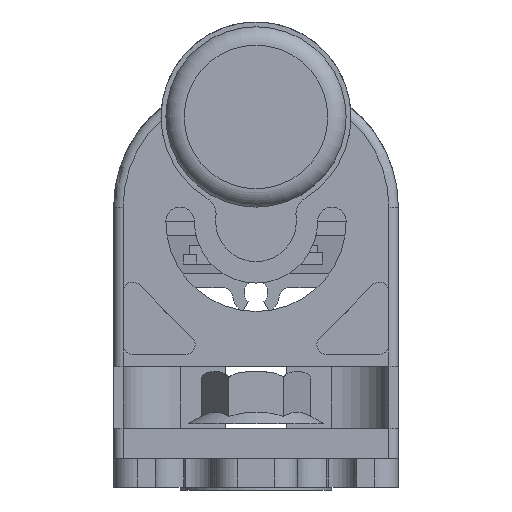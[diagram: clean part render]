
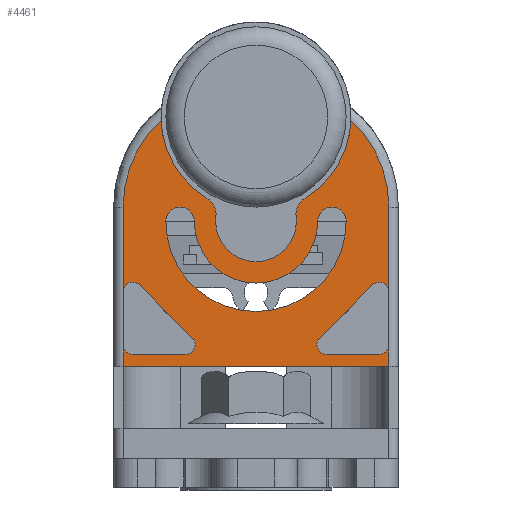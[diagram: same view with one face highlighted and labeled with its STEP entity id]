
A CAD part, front view. The second image highlights one B-rep face of the part: STEP entity #4461.
In plain terms, the highlighted planar face has unit normal (0, -1, 0).
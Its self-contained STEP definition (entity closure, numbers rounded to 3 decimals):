
#49=PLANE('',#4724);
#172=FACE_BOUND('',#1305,.T.);
#230=LINE('',#6609,#679);
#232=LINE('',#6612,#681);
#246=LINE('',#6641,#695);
#250=LINE('',#6653,#699);
#251=LINE('',#6657,#700);
#252=LINE('',#6661,#701);
#253=LINE('',#6664,#702);
#254=LINE('',#6668,#703);
#255=LINE('',#6672,#704);
#679=VECTOR('',#5238,8.91);
#681=VECTOR('',#5240,2.3);
#695=VECTOR('',#5264,28.);
#699=VECTOR('',#5274,8.91);
#700=VECTOR('',#5277,7.905);
#701=VECTOR('',#5280,5.59);
#702=VECTOR('',#5283,2.3);
#703=VECTOR('',#5286,5.59);
#704=VECTOR('',#5289,7.905);
#1110=FACE_OUTER_BOUND('',#1304,.T.);
#1304=EDGE_LOOP('',(#3156,#3157,#3158,#3159,#3160,#3161,#3162,#3163,#3164,
#3165,#3166,#3167,#3168,#3169,#3170,#3171,#3172,#3173,#3174,#3175,#3176,
#3177));
#1305=EDGE_LOOP('',(#3178,#3179,#3180,#3181));
#1507=CIRCLE('',#4683,2.);
#1510=CIRCLE('',#4687,4.25);
#1511=CIRCLE('',#4689,2.);
#1513=CIRCLE('',#4692,10.);
#1515=CIRCLE('',#4694,10.);
#1530=CIRCLE('',#4719,12.5);
#1533=CIRCLE('',#4725,12.5);
#1534=CIRCLE('',#4726,1.);
#1535=CIRCLE('',#4727,1.);
#1536=CIRCLE('',#4728,1.);
#1537=CIRCLE('',#4729,1.);
#1538=CIRCLE('',#4730,1.);
#1539=CIRCLE('',#4731,1.);
#1540=CIRCLE('',#4732,1.5);
#1541=CIRCLE('',#4733,6.5);
#1542=CIRCLE('',#4734,1.5);
#1543=CIRCLE('',#4735,9.5);
#1760=VERTEX_POINT('',#6471);
#1761=VERTEX_POINT('',#6472);
#1765=VERTEX_POINT('',#6482);
#1766=VERTEX_POINT('',#6486);
#1768=VERTEX_POINT('',#6492);
#1773=VERTEX_POINT('',#6513);
#1803=VERTEX_POINT('',#6601);
#1806=VERTEX_POINT('',#6606);
#1807=VERTEX_POINT('',#6608);
#1808=VERTEX_POINT('',#6610);
#1818=VERTEX_POINT('',#6640);
#1822=VERTEX_POINT('',#6650);
#1823=VERTEX_POINT('',#6652);
#1824=VERTEX_POINT('',#6654);
#1825=VERTEX_POINT('',#6656);
#1826=VERTEX_POINT('',#6658);
#1827=VERTEX_POINT('',#6660);
#1828=VERTEX_POINT('',#6662);
#1829=VERTEX_POINT('',#6665);
#1830=VERTEX_POINT('',#6667);
#1831=VERTEX_POINT('',#6669);
#1832=VERTEX_POINT('',#6671);
#1833=VERTEX_POINT('',#6674);
#1834=VERTEX_POINT('',#6675);
#1835=VERTEX_POINT('',#6677);
#1836=VERTEX_POINT('',#6679);
#2316=EDGE_CURVE('',#1760,#1761,#1507,.T.);
#2322=EDGE_CURVE('',#1761,#1765,#1510,.T.);
#2323=EDGE_CURVE('',#1765,#1766,#1511,.T.);
#2326=EDGE_CURVE('',#1768,#1760,#1513,.T.);
#2332=EDGE_CURVE('',#1766,#1773,#1515,.T.);
#2372=EDGE_CURVE('',#1806,#1807,#230,.T.);
#2374=EDGE_CURVE('',#1808,#1803,#232,.T.);
#2375=EDGE_CURVE('',#1768,#1806,#1530,.T.);
#2390=EDGE_CURVE('',#1818,#1803,#246,.T.);
#2395=EDGE_CURVE('',#1822,#1773,#1533,.T.);
#2396=EDGE_CURVE('',#1823,#1822,#250,.T.);
#2397=EDGE_CURVE('',#1823,#1824,#1534,.T.);
#2398=EDGE_CURVE('',#1824,#1825,#251,.T.);
#2399=EDGE_CURVE('',#1825,#1826,#1535,.T.);
#2400=EDGE_CURVE('',#1826,#1827,#252,.T.);
#2401=EDGE_CURVE('',#1827,#1828,#1536,.T.);
#2402=EDGE_CURVE('',#1818,#1828,#253,.T.);
#2403=EDGE_CURVE('',#1808,#1829,#1537,.T.);
#2404=EDGE_CURVE('',#1829,#1830,#254,.T.);
#2405=EDGE_CURVE('',#1830,#1831,#1538,.T.);
#2406=EDGE_CURVE('',#1831,#1832,#255,.T.);
#2407=EDGE_CURVE('',#1832,#1807,#1539,.T.);
#2408=EDGE_CURVE('',#1833,#1834,#1540,.T.);
#2409=EDGE_CURVE('',#1834,#1835,#1541,.T.);
#2410=EDGE_CURVE('',#1835,#1836,#1542,.T.);
#2411=EDGE_CURVE('',#1836,#1833,#1543,.T.);
#3156=ORIENTED_EDGE('',*,*,#2316,.T.);
#3157=ORIENTED_EDGE('',*,*,#2322,.T.);
#3158=ORIENTED_EDGE('',*,*,#2323,.T.);
#3159=ORIENTED_EDGE('',*,*,#2332,.T.);
#3160=ORIENTED_EDGE('',*,*,#2395,.F.);
#3161=ORIENTED_EDGE('',*,*,#2396,.F.);
#3162=ORIENTED_EDGE('',*,*,#2397,.T.);
#3163=ORIENTED_EDGE('',*,*,#2398,.T.);
#3164=ORIENTED_EDGE('',*,*,#2399,.T.);
#3165=ORIENTED_EDGE('',*,*,#2400,.T.);
#3166=ORIENTED_EDGE('',*,*,#2401,.T.);
#3167=ORIENTED_EDGE('',*,*,#2402,.F.);
#3168=ORIENTED_EDGE('',*,*,#2390,.T.);
#3169=ORIENTED_EDGE('',*,*,#2374,.F.);
#3170=ORIENTED_EDGE('',*,*,#2403,.T.);
#3171=ORIENTED_EDGE('',*,*,#2404,.T.);
#3172=ORIENTED_EDGE('',*,*,#2405,.T.);
#3173=ORIENTED_EDGE('',*,*,#2406,.T.);
#3174=ORIENTED_EDGE('',*,*,#2407,.T.);
#3175=ORIENTED_EDGE('',*,*,#2372,.F.);
#3176=ORIENTED_EDGE('',*,*,#2375,.F.);
#3177=ORIENTED_EDGE('',*,*,#2326,.T.);
#3178=ORIENTED_EDGE('',*,*,#2408,.T.);
#3179=ORIENTED_EDGE('',*,*,#2409,.T.);
#3180=ORIENTED_EDGE('',*,*,#2410,.T.);
#3181=ORIENTED_EDGE('',*,*,#2411,.T.);
#4461=ADVANCED_FACE('',(#1110,#172),#49,.T.);
#4683=AXIS2_PLACEMENT_3D('',#6473,#5137,#5138);
#4687=AXIS2_PLACEMENT_3D('',#6484,#5148,#5149);
#4689=AXIS2_PLACEMENT_3D('',#6487,#5152,#5153);
#4692=AXIS2_PLACEMENT_3D('',#6493,#5159,#5160);
#4694=AXIS2_PLACEMENT_3D('',#6526,#5165,#5166);
#4719=AXIS2_PLACEMENT_3D('',#6614,#5243,#5244);
#4724=AXIS2_PLACEMENT_3D('',#6649,#5270,#5271);
#4725=AXIS2_PLACEMENT_3D('',#6651,#5272,#5273);
#4726=AXIS2_PLACEMENT_3D('',#6655,#5275,#5276);
#4727=AXIS2_PLACEMENT_3D('',#6659,#5278,#5279);
#4728=AXIS2_PLACEMENT_3D('',#6663,#5281,#5282);
#4729=AXIS2_PLACEMENT_3D('',#6666,#5284,#5285);
#4730=AXIS2_PLACEMENT_3D('',#6670,#5287,#5288);
#4731=AXIS2_PLACEMENT_3D('',#6673,#5290,#5291);
#4732=AXIS2_PLACEMENT_3D('',#6676,#5292,#5293);
#4733=AXIS2_PLACEMENT_3D('',#6678,#5294,#5295);
#4734=AXIS2_PLACEMENT_3D('',#6680,#5296,#5297);
#4735=AXIS2_PLACEMENT_3D('',#6681,#5298,#5299);
#5137=DIRECTION('center_axis',(0.,-1.,0.));
#5138=DIRECTION('ref_axis',(-0.898,0.,0.439));
#5148=DIRECTION('center_axis',(0.,1.,0.));
#5149=DIRECTION('ref_axis',(-0.744,0.,0.668));
#5152=DIRECTION('center_axis',(0.,-1.,0.));
#5153=DIRECTION('ref_axis',(0.898,0.,0.439));
#5159=DIRECTION('center_axis',(0.,1.,0.));
#5160=DIRECTION('ref_axis',(-1.,0.,0.));
#5165=DIRECTION('center_axis',(0.,1.,0.));
#5166=DIRECTION('ref_axis',(-1.,0.,0.));
#5238=DIRECTION('',(0.,0.,-1.));
#5240=DIRECTION('',(0.,0.,-1.));
#5243=DIRECTION('center_axis',(0.,1.,0.));
#5244=DIRECTION('ref_axis',(0.902,0.,0.433));
#5264=DIRECTION('',(1.,0.,0.));
#5270=DIRECTION('center_axis',(0.,-1.,0.));
#5271=DIRECTION('ref_axis',(1.,0.,0.));
#5272=DIRECTION('center_axis',(0.,1.,0.));
#5273=DIRECTION('ref_axis',(-0.902,0.,0.433));
#5274=DIRECTION('',(0.,0.,1.));
#5275=DIRECTION('center_axis',(0.,1.,0.));
#5276=DIRECTION('ref_axis',(-0.707,0.,-0.707));
#5277=DIRECTION('',(0.707,0.,-0.707));
#5278=DIRECTION('center_axis',(0.,1.,0.));
#5279=DIRECTION('ref_axis',(0.,0.,1.));
#5280=DIRECTION('',(-1.,0.,0.));
#5281=DIRECTION('center_axis',(0.,1.,0.));
#5282=DIRECTION('ref_axis',(1.,0.,0.));
#5283=DIRECTION('',(0.,0.,1.));
#5284=DIRECTION('center_axis',(0.,1.,0.));
#5285=DIRECTION('ref_axis',(0.,0.,-1.));
#5286=DIRECTION('',(-1.,0.,0.));
#5287=DIRECTION('center_axis',(0.,1.,0.));
#5288=DIRECTION('ref_axis',(-0.707,0.,0.707));
#5289=DIRECTION('',(0.707,0.,0.707));
#5290=DIRECTION('center_axis',(0.,1.,0.));
#5291=DIRECTION('ref_axis',(1.,0.,0.));
#5292=DIRECTION('center_axis',(0.,1.,0.));
#5293=DIRECTION('ref_axis',(-1.,0.,0.));
#5294=DIRECTION('center_axis',(0.,-1.,0.));
#5295=DIRECTION('ref_axis',(-1.,0.,0.));
#5296=DIRECTION('center_axis',(0.,1.,0.));
#5297=DIRECTION('ref_axis',(-1.,0.,0.));
#5298=DIRECTION('center_axis',(0.,1.,0.));
#5299=DIRECTION('ref_axis',(1.,0.,0.));
#6471=CARTESIAN_POINT('',(5.173,-20.,30.442));
#6472=CARTESIAN_POINT('',(4.221,-20.,28.496));
#6473=CARTESIAN_POINT('Origin',(6.207,-20.,28.73));
#6482=CARTESIAN_POINT('',(-4.221,-20.,28.496));
#6484=CARTESIAN_POINT('Origin',(0.,-20.,28.));
#6486=CARTESIAN_POINT('',(-5.173,-20.,30.442));
#6487=CARTESIAN_POINT('Origin',(-6.207,-20.,28.73));
#6492=CARTESIAN_POINT('',(9.995,-20.,38.67));
#6493=CARTESIAN_POINT('Origin',(0.,-20.,39.));
#6513=CARTESIAN_POINT('',(-9.995,-20.,38.67));
#6526=CARTESIAN_POINT('Origin',(0.,-20.,39.));
#6601=CARTESIAN_POINT('',(14.,-20.,12.7));
#6606=CARTESIAN_POINT('',(14.,-20.,29.5));
#6608=CARTESIAN_POINT('',(14.,-20.,20.59));
#6609=CARTESIAN_POINT('',(14.,-20.,19.5));
#6610=CARTESIAN_POINT('',(14.,-20.,15.));
#6612=CARTESIAN_POINT('',(14.,-20.,19.5));
#6614=CARTESIAN_POINT('Origin',(1.5,-20.,29.5));
#6640=CARTESIAN_POINT('',(-14.,-20.,12.7));
#6641=CARTESIAN_POINT('',(0.,-20.,12.7));
#6649=CARTESIAN_POINT('Origin',(0.,-20.,39.));
#6650=CARTESIAN_POINT('',(-14.,-20.,29.5));
#6651=CARTESIAN_POINT('Origin',(-1.5,-20.,29.5));
#6652=CARTESIAN_POINT('',(-14.,-20.,20.59));
#6653=CARTESIAN_POINT('',(-14.,-20.,34.25));
#6654=CARTESIAN_POINT('',(-12.293,-20.,21.297));
#6655=CARTESIAN_POINT('Origin',(-13.,-20.,20.59));
#6656=CARTESIAN_POINT('',(-6.703,-20.,15.707));
#6657=CARTESIAN_POINT('',(-13.645,-20.,22.65));
#6658=CARTESIAN_POINT('',(-7.41,-20.,14.));
#6659=CARTESIAN_POINT('Origin',(-7.41,-20.,15.));
#6660=CARTESIAN_POINT('',(-13.,-20.,14.));
#6661=CARTESIAN_POINT('',(-3.705,-20.,14.));
#6662=CARTESIAN_POINT('',(-14.,-20.,15.));
#6663=CARTESIAN_POINT('Origin',(-13.,-20.,15.));
#6664=CARTESIAN_POINT('',(-14.,-20.,34.25));
#6665=CARTESIAN_POINT('',(13.,-20.,14.));
#6666=CARTESIAN_POINT('Origin',(13.,-20.,15.));
#6667=CARTESIAN_POINT('',(7.41,-20.,14.));
#6668=CARTESIAN_POINT('',(6.5,-20.,14.));
#6669=CARTESIAN_POINT('',(6.703,-20.,15.707));
#6670=CARTESIAN_POINT('Origin',(7.41,-20.,15.));
#6671=CARTESIAN_POINT('',(12.293,-20.,21.297));
#6672=CARTESIAN_POINT('',(10.85,-20.,19.855));
#6673=CARTESIAN_POINT('Origin',(13.,-20.,20.59));
#6674=CARTESIAN_POINT('',(-9.5,-20.,28.));
#6675=CARTESIAN_POINT('',(-6.5,-20.,28.));
#6676=CARTESIAN_POINT('Origin',(-8.,-20.,28.));
#6677=CARTESIAN_POINT('',(6.5,-20.,28.));
#6678=CARTESIAN_POINT('Origin',(0.,-20.,28.));
#6679=CARTESIAN_POINT('',(9.5,-20.,28.));
#6680=CARTESIAN_POINT('Origin',(8.,-20.,28.));
#6681=CARTESIAN_POINT('Origin',(0.,-20.,28.));
